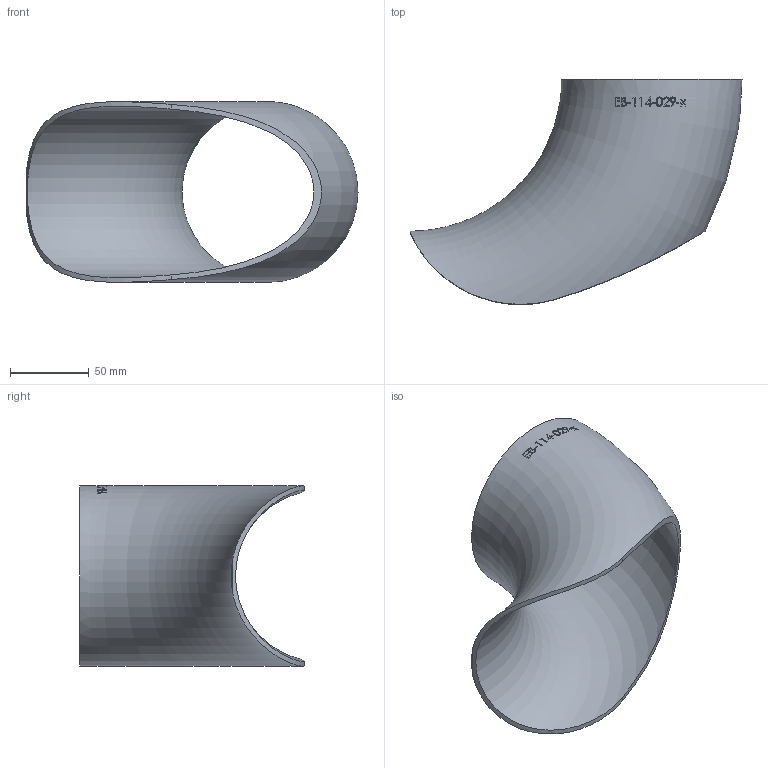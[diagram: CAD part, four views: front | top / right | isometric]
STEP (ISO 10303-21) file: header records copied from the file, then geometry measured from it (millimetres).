
FILE_DESCRIPTION (( 'STEP AP214' ), '1' );
FILE_NAME ('EB-114-029-x Einschweissbogen 2210.STEP', '2022-10-10T08:41:31', ( '' ), ( '' ), 'SwSTEP 2.0', 'SolidWorks 2019', '' );
FILE_SCHEMA (( 'AUTOMOTIVE_DESIGN' ));
Length unit declared in the file: millimetre
Products named in the file (1): EB-114-029-x Einschweissbogen 2210
Bounding box: 210.15 x 142.41 x 114.3 mm (x, y, z)
Volume: 151021.4 mm3; surface area: 107062.1 mm2
Topology: 1 solids, 1 shells, 135 faces, 353 edges, 236 vertices
Faces by surface type: bspline 113, torus 19, plane 2, cylinder 1
Entity records: 14441 total; most frequent: CARTESIAN_POINT 10745, ORIENTED_EDGE 698, EDGE_CURVE 349, B_SPLINE_CURVE_WITH_KNOTS 343, VERTEX_POINT 234, EDGE_LOOP 155, FACE_OUTER_BOUND 137, ADVANCED_FACE 135
